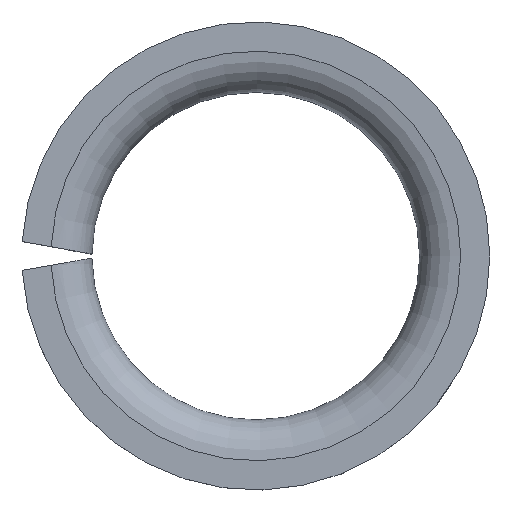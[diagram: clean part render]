
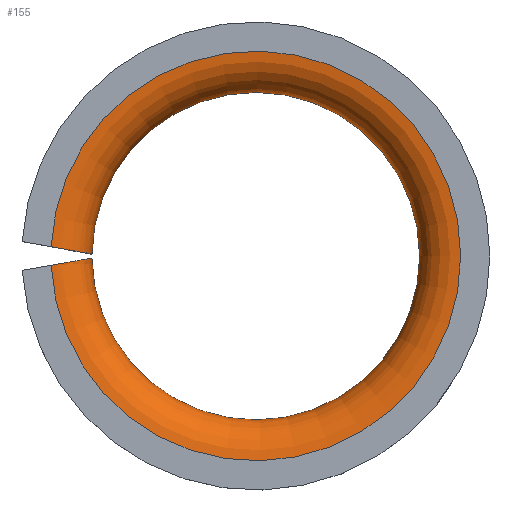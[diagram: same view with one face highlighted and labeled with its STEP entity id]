
A CAD part, top view. The second image highlights one B-rep face of the part: STEP entity #155.
In plain terms, the highlighted toroidal (fillet/blend) face has major radius 17.5 mm and minor radius 3.5 mm.
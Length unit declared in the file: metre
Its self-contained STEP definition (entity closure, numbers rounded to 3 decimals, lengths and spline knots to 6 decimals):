
#155=ADVANCED_FACE('',(#171),#172,.T.);
#171=FACE_OUTER_BOUND('',#196,.T.);
#172=TOROIDAL_SURFACE('',#197,0.0175,0.0035);
#196=EDGE_LOOP('',(#236,#237,#238,#239));
#197=AXIS2_PLACEMENT_3D('',#240,#241,#242);
#236=ORIENTED_EDGE('',*,*,#325,.T.);
#237=ORIENTED_EDGE('',*,*,#326,.T.);
#238=ORIENTED_EDGE('',*,*,#327,.F.);
#239=ORIENTED_EDGE('',*,*,#312,.F.);
#240=CARTESIAN_POINT('',(0.0,0.0,0.0115));
#241=DIRECTION('',(0.0,0.,-1.0));
#242=DIRECTION('',(0.0,1.0,0.));
#312=EDGE_CURVE('',#342,#343,#344,.T.);
#325=EDGE_CURVE('',#342,#367,#368,.T.);
#326=EDGE_CURVE('',#367,#369,#370,.T.);
#327=EDGE_CURVE('',#343,#369,#371,.T.);
#342=VERTEX_POINT('',#392);
#343=VERTEX_POINT('',#393);
#344=B_SPLINE_CURVE_WITH_KNOTS('',3,(#394,#395,#396,#397,#398,#399,#400,#401,#402,#403,#404,#405,#406,#407,#408,#409,#410,#411),.UNSPECIFIED.,.F.,.F.,(4,2,2,2,2,2,2,2,4),(0.,0.000687,0.001374,0.002061,0.002748,0.003435,0.004122,0.004809,0.005496),.UNSPECIFIED.);
#367=VERTEX_POINT('',#462);
#368=CIRCLE('',#463,0.014);
#369=VERTEX_POINT('',#464);
#370=B_SPLINE_CURVE_WITH_KNOTS('',3,(#465,#466,#467,#468,#469,#470,#471,#472,#473,#474,#475,#476,#477,#478,#479,#480,#481,#482),.UNSPECIFIED.,.F.,.F.,(4,2,2,2,2,2,2,2,4),(0.,0.000687,0.001374,0.002061,0.002748,0.003435,0.004122,0.004809,0.005496),.UNSPECIFIED.);
#371=CIRCLE('',#483,0.0175);
#392=CARTESIAN_POINT('',(0.013999,-0.000176,0.0115));
#393=CARTESIAN_POINT('',(0.017482,-0.00079,0.015));
#394=CARTESIAN_POINT('',(0.013999,-0.000176,0.0115));
#395=CARTESIAN_POINT('',(0.013999,-0.000176,0.011732));
#396=CARTESIAN_POINT('',(0.014022,-0.00018,0.011961));
#397=CARTESIAN_POINT('',(0.014111,-0.000196,0.01241));
#398=CARTESIAN_POINT('',(0.014179,-0.000208,0.012633));
#399=CARTESIAN_POINT('',(0.014355,-0.000239,0.013057));
#400=CARTESIAN_POINT('',(0.014463,-0.000258,0.013259));
#401=CARTESIAN_POINT('',(0.014717,-0.000303,0.013639));
#402=CARTESIAN_POINT('',(0.014865,-0.000329,0.013819));
#403=CARTESIAN_POINT('',(0.015187,-0.000386,0.014141));
#404=CARTESIAN_POINT('',(0.015362,-0.000416,0.014285));
#405=CARTESIAN_POINT('',(0.015743,-0.000484,0.01454));
#406=CARTESIAN_POINT('',(0.015944,-0.000519,0.014648));
#407=CARTESIAN_POINT('',(0.016362,-0.000593,0.014821));
#408=CARTESIAN_POINT('',(0.01658,-0.000631,0.014888));
#409=CARTESIAN_POINT('',(0.017027,-0.00071,0.014978));
#410=CARTESIAN_POINT('',(0.017254,-0.00075,0.015));
#411=CARTESIAN_POINT('',(0.017482,-0.00079,0.015));
#462=CARTESIAN_POINT('',(0.013999,0.000176,0.0115));
#463=AXIS2_PLACEMENT_3D('',#538,#539,#540);
#464=CARTESIAN_POINT('',(0.017482,0.00079,0.015));
#465=CARTESIAN_POINT('',(0.013999,0.000176,0.0115));
#466=CARTESIAN_POINT('',(0.013999,0.000176,0.011732));
#467=CARTESIAN_POINT('',(0.014022,0.00018,0.011961));
#468=CARTESIAN_POINT('',(0.014111,0.000196,0.01241));
#469=CARTESIAN_POINT('',(0.014179,0.000208,0.012633));
#470=CARTESIAN_POINT('',(0.014355,0.000239,0.013057));
#471=CARTESIAN_POINT('',(0.014463,0.000258,0.013259));
#472=CARTESIAN_POINT('',(0.014717,0.000303,0.013639));
#473=CARTESIAN_POINT('',(0.014865,0.000329,0.013819));
#474=CARTESIAN_POINT('',(0.015187,0.000386,0.014141));
#475=CARTESIAN_POINT('',(0.015362,0.000416,0.014285));
#476=CARTESIAN_POINT('',(0.015743,0.000484,0.01454));
#477=CARTESIAN_POINT('',(0.015944,0.000519,0.014648));
#478=CARTESIAN_POINT('',(0.016362,0.000593,0.014821));
#479=CARTESIAN_POINT('',(0.01658,0.000631,0.014888));
#480=CARTESIAN_POINT('',(0.017027,0.00071,0.014978));
#481=CARTESIAN_POINT('',(0.017254,0.00075,0.015));
#482=CARTESIAN_POINT('',(0.017482,0.00079,0.015));
#483=AXIS2_PLACEMENT_3D('',#541,#542,#543);
#538=CARTESIAN_POINT('',(0.0,0.0,0.0115));
#539=DIRECTION('',(0.0,0.,-1.0));
#540=DIRECTION('',(0.0,1.0,0.));
#541=CARTESIAN_POINT('',(0.0,0.0,0.015));
#542=DIRECTION('',(0.0,0.,-1.0));
#543=DIRECTION('',(0.0,1.0,0.));
